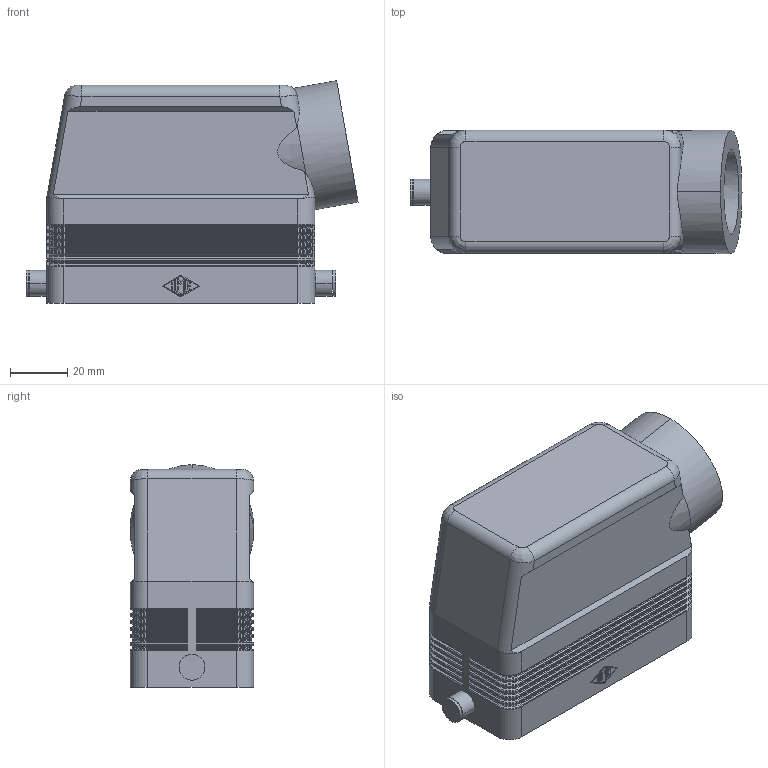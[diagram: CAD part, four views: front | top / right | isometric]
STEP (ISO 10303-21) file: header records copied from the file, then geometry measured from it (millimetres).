
FILE_DESCRIPTION(('Creo Elements/Direct Modeling STEP Export'),'2;1');
FILE_NAME('CAOT_16_6_L.stp','2012-12-17T16:04:35',(''),(''),'Creo Elements/Direct Modeling STEP processor for AP214 (Solid Model)','Creo Elements/Direct Modeling 18.0B 02-Dec-2011 (C) Parametric Technology GmbH','');
FILE_SCHEMA(('AUTOMOTIVE_DESIGN { 1 0 10303 214 1 1 1 1 }'));
Length unit declared in the file: millimetre
Products named in the file (1): MSBO14359
Bounding box: 115.77 x 43 x 77.61 mm (x, y, z)
Volume: 78877.7 mm3; surface area: 49234.6 mm2
Topology: 1 solids, 1 shells, 661 faces, 1563 edges, 919 vertices
Faces by surface type: cylinder 264, plane 234, torus 96, cone 63, bspline 4
Entity records: 24013 total; most frequent: CARTESIAN_POINT 3545, DIRECTION 3336, ORIENTED_EDGE 3110, EDGE_CURVE 1555, AXIS2_PLACEMENT_3D 1245, VERTEX_POINT 919, VECTOR 846, LINE 846
